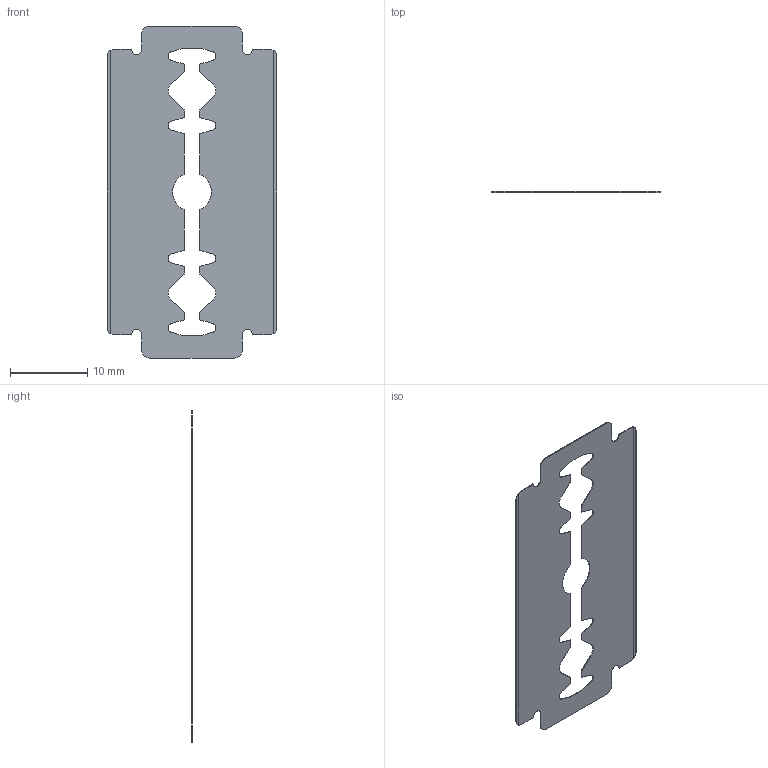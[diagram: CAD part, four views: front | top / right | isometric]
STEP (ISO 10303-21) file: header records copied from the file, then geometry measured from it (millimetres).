
FILE_DESCRIPTION((''),'2;1');
FILE_NAME('DRJ_BLADE','2016-09-08T',('djansen'),(''),'PRO/ENGINEER BY PARAMETRIC TECHNOLOGY CORPORATION, 2014200','PRO/ENGINEER BY PARAMETRIC TECHNOLOGY CORPORATION, 2014200','');
FILE_SCHEMA(('CONFIG_CONTROL_DESIGN'));
Length unit declared in the file: millimetre
Products named in the file (1): DRJ_BLADE
Bounding box: 22 x 0.1 x 43 mm (x, y, z)
Volume: 73.9 mm3; surface area: 1524 mm2
Topology: 1 solids, 1 shells, 84 faces, 246 edges, 164 vertices
Faces by surface type: plane 54, cylinder 30
Entity records: 2854 total; most frequent: CARTESIAN_POINT 556, ORIENTED_EDGE 492, DIRECTION 450, EDGE_CURVE 246, VECTOR 178, LINE 178, VERTEX_POINT 164, AXIS2_PLACEMENT_3D 136
